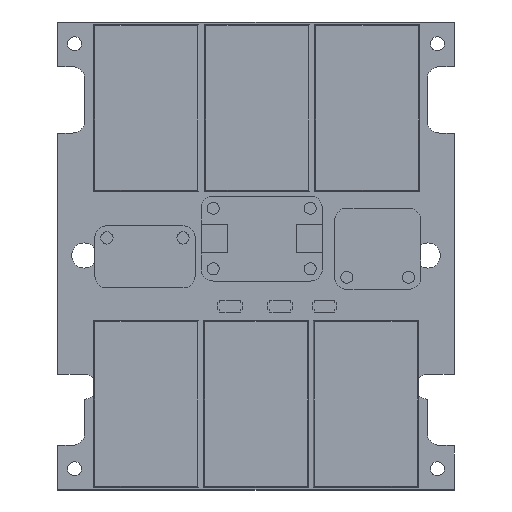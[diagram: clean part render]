
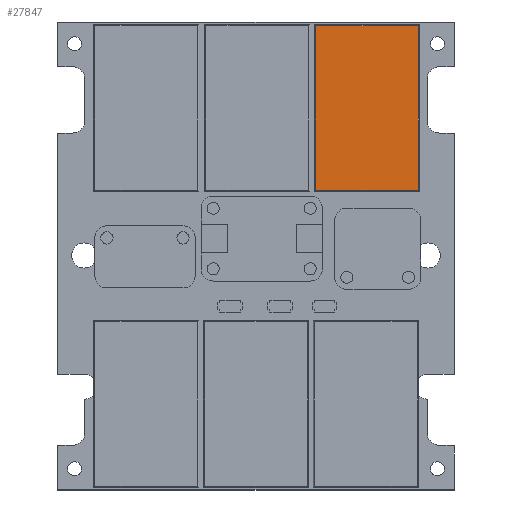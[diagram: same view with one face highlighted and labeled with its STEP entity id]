
A CAD part, top view. The second image highlights one B-rep face of the part: STEP entity #27847.
In plain terms, the highlighted face is planar.
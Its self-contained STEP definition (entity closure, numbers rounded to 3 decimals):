
#27601 = PLANE('',#27602);
#27602 = AXIS2_PLACEMENT_3D('',#27603,#27604,#27605);
#27603 = CARTESIAN_POINT('',(0.25,1.2,0.));
#27604 = DIRECTION('',(0.707,-0.707,0.));
#27605 = DIRECTION('',(0.,0.,1.));
#27682 = PLANE('',#27683);
#27683 = AXIS2_PLACEMENT_3D('',#27684,#27685,#27686);
#27684 = CARTESIAN_POINT('',(0.,1.2,-0.25));
#27685 = DIRECTION('',(0.,-0.707,-0.707));
#27686 = DIRECTION('',(1.,0.,0.));
#27763 = PLANE('',#27764);
#27764 = AXIS2_PLACEMENT_3D('',#27765,#27766,#27767);
#27765 = CARTESIAN_POINT('',(21.75,1.2,0.));
#27766 = DIRECTION('',(-0.707,-0.707,
    0.));
#27767 = DIRECTION('',(0.,0.,-1.));
#27814 = PLANE('',#27815);
#27815 = AXIS2_PLACEMENT_3D('',#27816,#27817,#27818);
#27816 = CARTESIAN_POINT('',(0.,1.2,-34.75));
#27817 = DIRECTION('',(0.,-0.707,0.707));
#27818 = DIRECTION('',(-1.,0.,0.));
#27847 = ADVANCED_FACE('',(#27848),#27862,.F.);
#27848 = FACE_BOUND('',#27849,.F.);
#27849 = EDGE_LOOP('',(#27850,#27880,#27903,#27926));
#27850 = ORIENTED_EDGE('',*,*,#27851,.F.);
#27851 = EDGE_CURVE('',#27852,#27854,#27856,.T.);
#27852 = VERTEX_POINT('',#27853);
#27853 = CARTESIAN_POINT('',(0.25,1.2,-34.75));
#27854 = VERTEX_POINT('',#27855);
#27855 = CARTESIAN_POINT('',(0.25,1.2,-0.25));
#27856 = SURFACE_CURVE('',#27857,(#27861,#27873),.PCURVE_S1.);
#27857 = LINE('',#27858,#27859);
#27858 = CARTESIAN_POINT('',(0.25,1.2,0.));
#27859 = VECTOR('',#27860,1.);
#27860 = DIRECTION('',(0.,0.,1.));
#27861 = PCURVE('',#27862,#27867);
#27862 = PLANE('',#27863);
#27863 = AXIS2_PLACEMENT_3D('',#27864,#27865,#27866);
#27864 = CARTESIAN_POINT('',(0.,1.2,0.));
#27865 = DIRECTION('',(0.,-1.,0.));
#27866 = DIRECTION('',(0.,0.,-1.));
#27867 = DEFINITIONAL_REPRESENTATION('',(#27868),#27872);
#27868 = LINE('',#27869,#27870);
#27869 = CARTESIAN_POINT('',(0.,0.25));
#27870 = VECTOR('',#27871,1.);
#27871 = DIRECTION('',(-1.,0.));
#27872 = ( GEOMETRIC_REPRESENTATION_CONTEXT(2) 
PARAMETRIC_REPRESENTATION_CONTEXT() REPRESENTATION_CONTEXT('2D SPACE',''
  ) );
#27873 = PCURVE('',#27601,#27874);
#27874 = DEFINITIONAL_REPRESENTATION('',(#27875),#27879);
#27875 = LINE('',#27876,#27877);
#27876 = CARTESIAN_POINT('',(0.,0.));
#27877 = VECTOR('',#27878,1.);
#27878 = DIRECTION('',(1.,0.));
#27879 = ( GEOMETRIC_REPRESENTATION_CONTEXT(2) 
PARAMETRIC_REPRESENTATION_CONTEXT() REPRESENTATION_CONTEXT('2D SPACE',''
  ) );
#27880 = ORIENTED_EDGE('',*,*,#27881,.F.);
#27881 = EDGE_CURVE('',#27882,#27852,#27884,.T.);
#27882 = VERTEX_POINT('',#27883);
#27883 = CARTESIAN_POINT('',(21.75,1.2,-34.75));
#27884 = SURFACE_CURVE('',#27885,(#27889,#27896),.PCURVE_S1.);
#27885 = LINE('',#27886,#27887);
#27886 = CARTESIAN_POINT('',(0.,1.2,-34.75));
#27887 = VECTOR('',#27888,1.);
#27888 = DIRECTION('',(-1.,0.,0.));
#27889 = PCURVE('',#27862,#27890);
#27890 = DEFINITIONAL_REPRESENTATION('',(#27891),#27895);
#27891 = LINE('',#27892,#27893);
#27892 = CARTESIAN_POINT('',(34.75,0.));
#27893 = VECTOR('',#27894,1.);
#27894 = DIRECTION('',(0.,-1.));
#27895 = ( GEOMETRIC_REPRESENTATION_CONTEXT(2) 
PARAMETRIC_REPRESENTATION_CONTEXT() REPRESENTATION_CONTEXT('2D SPACE',''
  ) );
#27896 = PCURVE('',#27814,#27897);
#27897 = DEFINITIONAL_REPRESENTATION('',(#27898),#27902);
#27898 = LINE('',#27899,#27900);
#27899 = CARTESIAN_POINT('',(0.,0.));
#27900 = VECTOR('',#27901,1.);
#27901 = DIRECTION('',(1.,0.));
#27902 = ( GEOMETRIC_REPRESENTATION_CONTEXT(2) 
PARAMETRIC_REPRESENTATION_CONTEXT() REPRESENTATION_CONTEXT('2D SPACE',''
  ) );
#27903 = ORIENTED_EDGE('',*,*,#27904,.F.);
#27904 = EDGE_CURVE('',#27905,#27882,#27907,.T.);
#27905 = VERTEX_POINT('',#27906);
#27906 = CARTESIAN_POINT('',(21.75,1.2,-0.25));
#27907 = SURFACE_CURVE('',#27908,(#27912,#27919),.PCURVE_S1.);
#27908 = LINE('',#27909,#27910);
#27909 = CARTESIAN_POINT('',(21.75,1.2,0.));
#27910 = VECTOR('',#27911,1.);
#27911 = DIRECTION('',(0.,0.,-1.));
#27912 = PCURVE('',#27862,#27913);
#27913 = DEFINITIONAL_REPRESENTATION('',(#27914),#27918);
#27914 = LINE('',#27915,#27916);
#27915 = CARTESIAN_POINT('',(0.,21.75));
#27916 = VECTOR('',#27917,1.);
#27917 = DIRECTION('',(1.,0.));
#27918 = ( GEOMETRIC_REPRESENTATION_CONTEXT(2) 
PARAMETRIC_REPRESENTATION_CONTEXT() REPRESENTATION_CONTEXT('2D SPACE',''
  ) );
#27919 = PCURVE('',#27763,#27920);
#27920 = DEFINITIONAL_REPRESENTATION('',(#27921),#27925);
#27921 = LINE('',#27922,#27923);
#27922 = CARTESIAN_POINT('',(0.,0.));
#27923 = VECTOR('',#27924,1.);
#27924 = DIRECTION('',(1.,0.));
#27925 = ( GEOMETRIC_REPRESENTATION_CONTEXT(2) 
PARAMETRIC_REPRESENTATION_CONTEXT() REPRESENTATION_CONTEXT('2D SPACE',''
  ) );
#27926 = ORIENTED_EDGE('',*,*,#27927,.F.);
#27927 = EDGE_CURVE('',#27854,#27905,#27928,.T.);
#27928 = SURFACE_CURVE('',#27929,(#27933,#27940),.PCURVE_S1.);
#27929 = LINE('',#27930,#27931);
#27930 = CARTESIAN_POINT('',(0.,1.2,-0.25));
#27931 = VECTOR('',#27932,1.);
#27932 = DIRECTION('',(1.,0.,0.));
#27933 = PCURVE('',#27862,#27934);
#27934 = DEFINITIONAL_REPRESENTATION('',(#27935),#27939);
#27935 = LINE('',#27936,#27937);
#27936 = CARTESIAN_POINT('',(0.25,0.));
#27937 = VECTOR('',#27938,1.);
#27938 = DIRECTION('',(0.,1.));
#27939 = ( GEOMETRIC_REPRESENTATION_CONTEXT(2) 
PARAMETRIC_REPRESENTATION_CONTEXT() REPRESENTATION_CONTEXT('2D SPACE',''
  ) );
#27940 = PCURVE('',#27682,#27941);
#27941 = DEFINITIONAL_REPRESENTATION('',(#27942),#27946);
#27942 = LINE('',#27943,#27944);
#27943 = CARTESIAN_POINT('',(0.,0.));
#27944 = VECTOR('',#27945,1.);
#27945 = DIRECTION('',(1.,0.));
#27946 = ( GEOMETRIC_REPRESENTATION_CONTEXT(2) 
PARAMETRIC_REPRESENTATION_CONTEXT() REPRESENTATION_CONTEXT('2D SPACE',''
  ) );
